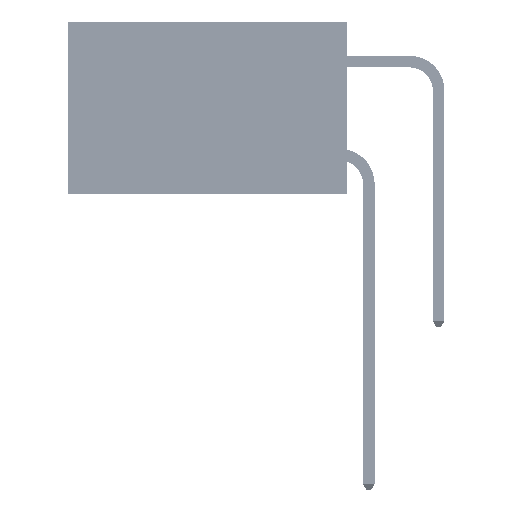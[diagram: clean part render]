
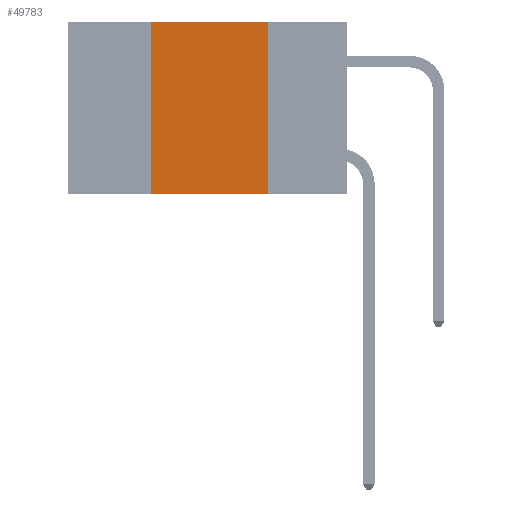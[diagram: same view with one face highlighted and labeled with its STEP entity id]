
A CAD part, left-side view. The second image highlights one B-rep face of the part: STEP entity #49783.
In plain terms, the highlighted planar face has unit normal (-1, 0, 0).
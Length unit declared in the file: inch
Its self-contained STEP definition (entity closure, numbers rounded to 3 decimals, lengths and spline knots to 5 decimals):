
#4405 = AXIS2_PLACEMENT_3D ( 'NONE', #24424, #41229, #36403 ) ;
#5356 = VERTEX_POINT ( 'NONE', #25747 ) ;
#6528 = FACE_OUTER_BOUND ( 'NONE', #17977, .T. ) ;
#7606 = CARTESIAN_POINT ( 'NONE',  ( 0., 0.6, -0.37 ) ) ;
#7813 = PLANE ( 'NONE',  #4405 ) ;
#10194 = CARTESIAN_POINT ( 'NONE',  ( 0., 0.42, 0. ) ) ;
#12021 = CARTESIAN_POINT ( 'NONE',  ( 0., 0.42, 0. ) ) ;
#12597 = ORIENTED_EDGE ( 'NONE', *, *, #44641, .F. ) ;
#12773 = CARTESIAN_POINT ( 'NONE',  ( 0., 0.17, 0. ) ) ;
#12804 = EDGE_CURVE ( 'NONE', #22422, #33119, #40971, .T. ) ;
#13870 = CARTESIAN_POINT ( 'NONE',  ( 0., 0.17, -0.37 ) ) ;
#14602 = LINE ( 'NONE', #7606, #24223 ) ;
#17977 = EDGE_LOOP ( 'NONE', ( #18893, #21418, #12597, #52631 ) ) ;
#18499 = LINE ( 'NONE', #12773, #42177 ) ;
#18893 = ORIENTED_EDGE ( 'NONE', *, *, #45619, .F. ) ;
#21317 = LINE ( 'NONE', #10194, #52479 ) ;
#21418 = ORIENTED_EDGE ( 'NONE', *, *, #12804, .F. ) ;
#22422 = VERTEX_POINT ( 'NONE', #12021 ) ;
#22862 = DIRECTION ( 'NONE',  ( 0., 0., 1. ) ) ;
#23672 = DIRECTION ( 'NONE',  ( 0., -1., 0. ) ) ;
#24223 = VECTOR ( 'NONE', #23672, 39.37008 ) ;
#24424 = CARTESIAN_POINT ( 'NONE',  ( 0., 0.6, 0. ) ) ;
#25747 = CARTESIAN_POINT ( 'NONE',  ( 0., 0.42, -0.37 ) ) ;
#27741 = CARTESIAN_POINT ( 'NONE',  ( 0., 0.6, 0. ) ) ;
#31161 = EDGE_CURVE ( 'NONE', #5356, #49402, #14602, .T. ) ;
#33119 = VERTEX_POINT ( 'NONE', #36176 ) ;
#36176 = CARTESIAN_POINT ( 'NONE',  ( 0., 0.17, 0. ) ) ;
#36403 = DIRECTION ( 'NONE',  ( 0., 0., -1. ) ) ;
#39761 = DIRECTION ( 'NONE',  ( 0., -1., 0. ) ) ;
#40971 = LINE ( 'NONE', #27741, #52369 ) ;
#41229 = DIRECTION ( 'NONE',  ( 1., 0., 0. ) ) ;
#41398 = DIRECTION ( 'NONE',  ( 0., 0., -1. ) ) ;
#42177 = VECTOR ( 'NONE', #41398, 39.37008 ) ;
#44641 = EDGE_CURVE ( 'NONE', #5356, #22422, #21317, .T. ) ;
#45619 = EDGE_CURVE ( 'NONE', #33119, #49402, #18499, .T. ) ;
#49402 = VERTEX_POINT ( 'NONE', #13870 ) ;
#49783 = ADVANCED_FACE ( 'NONE', ( #6528 ), #7813, .F. ) ;
#52369 = VECTOR ( 'NONE', #39761, 39.37008 ) ;
#52479 = VECTOR ( 'NONE', #22862, 39.37008 ) ;
#52631 = ORIENTED_EDGE ( 'NONE', *, *, #31161, .T. ) ;
